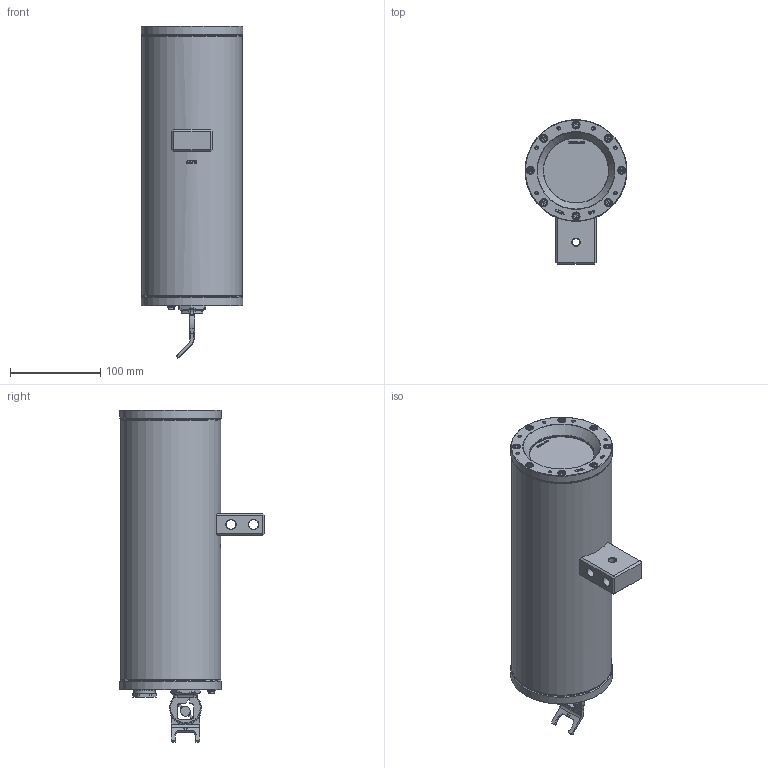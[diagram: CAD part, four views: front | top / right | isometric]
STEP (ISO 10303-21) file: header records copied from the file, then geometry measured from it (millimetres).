
FILE_DESCRIPTION(/* description */ (''),/* implementation_level */ '2;1');
FILE_NAME(/* name */ 'ExCam IPM1137_(HS.22070444)_LQ.stp',/* time_stamp */ '2024-11-04T14:17:02+01:00',/* author */ ('Thiemo Gruber'),/* organization */ (''),/* preprocessor_version */ 'ST-DEVELOPER v20',/* originating_system */ 'Autodesk Inventor 2025',/* authorisation */ '');
FILE_SCHEMA (('AUTOMOTIVE_DESIGN { 1 0 10303 214 3 1 1 }'));
Products named in the file (23): ExCam IPM1137_(HS.22070445)_LQ; T07-VA2.3.K4.BOR3_(EX D ENCLOSURE); VA2.3.R_vers.1_rev.00_(mit Schweißnocken); VA2.3.R_vers.1_rev.00; T07-VA2.3.Nocke; T07-VA2.x.BOR2_(Flachdichtung, Schrauben 12mm); VA2.x.BOR2_rev.02; VA2.x.Germaniumglas.1; VA2.BOR.Sicherungsring; VA2.x.BOR Pufferring; VA2.x.BOR_Compound; VA2.x.Passscheibe; VA2.x.GYLON Style 3504 blau; VA2.x.K4_bare_rev.00; Schraube M4 mit Federring; DIN 128 - A4; DIN 912 - M4 x 12; VA2.x.Flanschdichtung rev.1; DIN 84  - ersetzt durch DIN EN ISO 1207 M4 x 8; DIN 127 - zurückgezogen A 4; DIN 125-1  A A 4.3; Ex-d Verschlussstopfen M25, flipConnect_rev.02; Ex d Verschlussstopfen M20x1,5
Assembly tree (37 placements, depth 5):
  ExCam IPM1137_(HS.22070445)_LQ
    T07-VA2.3.K4.BOR3_(EX D ENCLOSURE)
      VA2.3.R_vers.1_rev.00_(mit Schweißnocken)
        VA2.3.R_vers.1_rev.00
        T07-VA2.3.Nocke
      T07-VA2.x.BOR2_(Flachdichtung, Schrauben 12mm)
        VA2.x.BOR2_rev.02
        VA2.x.Germaniumglas.1
        VA2.BOR.Sicherungsring
        VA2.x.BOR Pufferring
        VA2.x.BOR_Compound
        VA2.x.Passscheibe
        VA2.x.GYLON Style 3504 blau
        Schraube M4 mit Federring  x8
          DIN 128 - A4
          DIN 912 - M4 x 12
      VA2.x.K4_bare_rev.00
      Schraube M4 mit Federring  x8
        DIN 128 - A4
        DIN 912 - M4 x 12
      VA2.x.Flanschdichtung rev.1
      DIN 84  - ersetzt durch DIN EN ISO 1207 M4 x 8
      DIN 127 - zurückgezogen A 4
      DIN 125-1  A A 4.3
    Ex-d Verschlussstopfen M25, flipConnect_rev.02
    Ex d Verschlussstopfen M20x1,5
Bounding box: 113 x 160.5 x 368.25 mm (x, y, z)
Volume: 782870.6 mm3; surface area: 357666.2 mm2
Topology: 48 solids, 48 shells, 4549 faces, 11367 edges, 7120 vertices
Faces by surface type: plane 1647, bspline 1488, cylinder 795, torus 345, cone 164, sphere 110
Full cylindrical faces by diameter (mm): 2.459 x7, 3.197 x1, 3.2 x2, 3.242 x29, 3.621 x1, 3.8 x16, 4 x17, 4.3 x1, 4.5 x16, 7 x16, 8 x16, 8.2 x1, 9 x1, 10.5 x2, 10.913 x1, 18.376 x1, 20 x2, 23 x1, 23.376 x1, 24 x1, 24.95 x1, 71 x2, 72 x3, 80 x2, 81.8 x1, 83 x2, 84 x1, 85 x2, 88 x1, 91 x6
Entity records: 110879 total; most frequent: CARTESIAN_POINT 37667, ORIENTED_EDGE 16344, DIRECTION 11795, EDGE_CURVE 8172, VERTEX_POINT 5318, LINE 4505, VECTOR 4505, AXIS2_PLACEMENT_3D 3645
